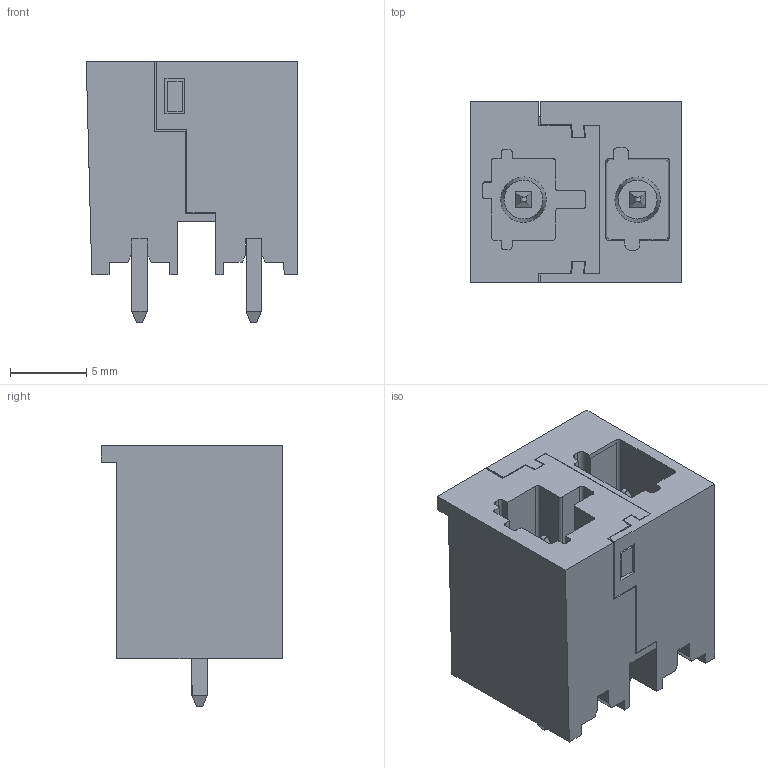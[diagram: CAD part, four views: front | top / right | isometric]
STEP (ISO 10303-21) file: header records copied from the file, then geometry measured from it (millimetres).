
FILE_DESCRIPTION(('CATIA V5 STEP Exchange','CAx-IF Rec.Pracs.--- Model Styling and Organization---1.4--- 2014-01-23'),'2;1');
FILE_NAME ('1357705-2_1_8000078314_8000078314.stp','2022-02-01T09:21:16+00:00',('none'),('Weidmueller'),'CATIA Version 5-6 Release 2016 SP3 HF44','CATIA V5 STEP AP214','none');
FILE_SCHEMA(('AUTOMOTIVE_DESIGN { 1 0 10303 214 1 1 1 1 }'));
Length unit declared in the file: millimetre
Products named in the file (1): 8000078314
Bounding box: 13.9 x 11.9 x 17.15 mm (x, y, z)
Volume: 1471.1 mm3; surface area: 2202.1 mm2
Topology: 4 solids, 4 shells, 209 faces, 583 edges, 385 vertices
Faces by surface type: plane 177, cylinder 16, extrusion 12, cone 4
Entity records: 7112 total; most frequent: CARTESIAN_POINT 1602, ORIENTED_EDGE 1166, DIRECTION 951, EDGE_CURVE 583, VECTOR 531, LINE 519, VERTEX_POINT 385, AXIS2_PLACEMENT_3D 224
